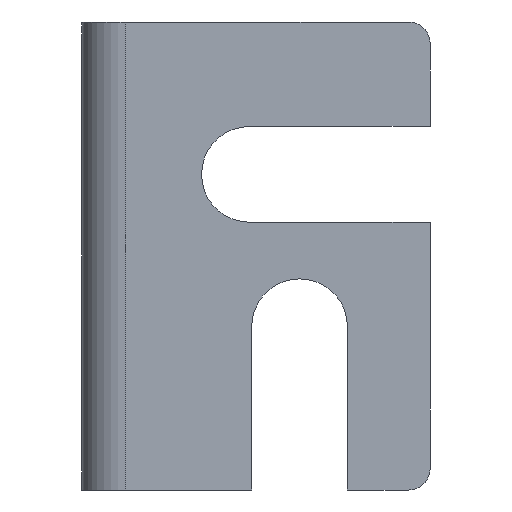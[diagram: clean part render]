
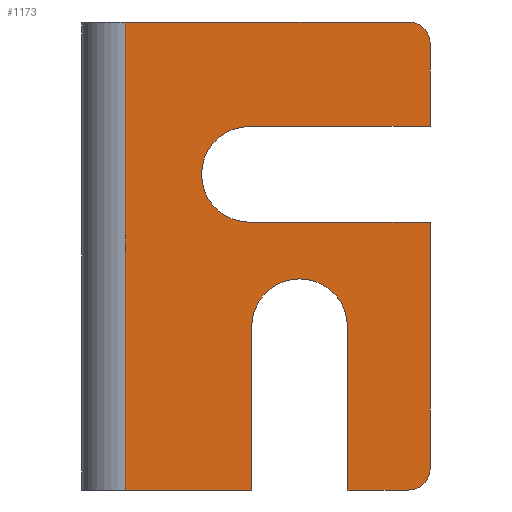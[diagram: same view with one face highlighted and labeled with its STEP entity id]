
A CAD part, front view. The second image highlights one B-rep face of the part: STEP entity #1173.
In plain terms, the highlighted planar face has unit normal (0, -1, 0).
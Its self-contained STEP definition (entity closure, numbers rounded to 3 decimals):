
#57=DIRECTION('',(1.,0.,0.));
#58=VECTOR('',#57,2.8);
#59=CARTESIAN_POINT('',(12.2,0.,-10.75));
#60=LINE('',#59,#58);
#100=DIRECTION('',(1.,0.,0.));
#101=VECTOR('',#100,5.8);
#102=CARTESIAN_POINT('',(2.,0.,-10.75));
#103=LINE('',#102,#101);
#114=DIRECTION('',(0.,0.,-1.));
#115=VECTOR('',#114,21.5);
#116=CARTESIAN_POINT('',(2.,0.,10.75));
#117=LINE('',#116,#115);
#121=CARTESIAN_POINT('',(15.,0.,9.75));
#122=DIRECTION('',(0.,-1.,0.));
#123=DIRECTION('',(1.,0.,0.));
#124=AXIS2_PLACEMENT_3D('',#121,#122,#123);
#129=DIRECTION('',(-1.,0.,0.));
#130=VECTOR('',#129,8.3);
#131=CARTESIAN_POINT('',(16.,0.,5.95));
#132=LINE('',#131,#130);
#136=CARTESIAN_POINT('',(7.7,0.,3.75));
#137=DIRECTION('',(0.,1.,0.));
#138=DIRECTION('',(0.,0.,-1.));
#139=AXIS2_PLACEMENT_3D('',#136,#137,#138);
#144=DIRECTION('',(-1.,0.,0.));
#145=VECTOR('',#144,8.3);
#146=CARTESIAN_POINT('',(16.,0.,1.55));
#147=LINE('',#146,#145);
#151=CARTESIAN_POINT('',(15.,0.,-9.75));
#152=DIRECTION('',(0.,-1.,0.));
#153=DIRECTION('',(0.,0.,-1.));
#154=AXIS2_PLACEMENT_3D('',#151,#152,#153);
#159=DIRECTION('',(0.,0.,1.));
#160=VECTOR('',#159,7.5);
#161=CARTESIAN_POINT('',(12.2,0.,-10.75));
#162=LINE('',#161,#160);
#166=CARTESIAN_POINT('',(10.,0.,-3.25));
#167=DIRECTION('',(0.,1.,0.));
#168=DIRECTION('',(-1.,0.,0.));
#169=AXIS2_PLACEMENT_3D('',#166,#167,#168);
#174=DIRECTION('',(0.,0.,1.));
#175=VECTOR('',#174,7.5);
#176=CARTESIAN_POINT('',(7.8,0.,-10.75));
#177=LINE('',#176,#175);
#806=DIRECTION('',(1.,0.,0.));
#807=VECTOR('',#806,13.);
#808=CARTESIAN_POINT('',(2.,0.,10.75));
#809=LINE('',#808,#807);
#849=DIRECTION('',(0.,0.,1.));
#850=VECTOR('',#849,3.8);
#851=CARTESIAN_POINT('',(16.,0.,5.95));
#852=LINE('',#851,#850);
#863=DIRECTION('',(0.,0.,1.));
#864=VECTOR('',#863,11.3);
#865=CARTESIAN_POINT('',(16.,0.,-9.75));
#866=LINE('',#865,#864);
#926=CARTESIAN_POINT('',(12.2,0.,-10.75));
#928=VERTEX_POINT('',#926);
#930=CARTESIAN_POINT('',(7.8,0.,-10.75));
#932=VERTEX_POINT('',#930);
#934=CARTESIAN_POINT('',(7.8,0.,-3.25));
#935=CARTESIAN_POINT('',(12.2,0.,-3.25));
#936=VERTEX_POINT('',#934);
#937=VERTEX_POINT('',#935);
#938=CARTESIAN_POINT('',(7.7,0.,1.55));
#939=CARTESIAN_POINT('',(7.7,0.,5.95));
#940=VERTEX_POINT('',#938);
#941=VERTEX_POINT('',#939);
#942=CARTESIAN_POINT('',(16.,0.,5.95));
#943=VERTEX_POINT('',#942);
#944=CARTESIAN_POINT('',(16.,0.,1.55));
#945=VERTEX_POINT('',#944);
#1042=CARTESIAN_POINT('',(16.,0.,9.75));
#1043=VERTEX_POINT('',#1042);
#1044=CARTESIAN_POINT('',(15.,0.,10.75));
#1045=VERTEX_POINT('',#1044);
#1046=CARTESIAN_POINT('',(15.,0.,-10.75));
#1047=CARTESIAN_POINT('',(16.,0.,-9.75));
#1048=VERTEX_POINT('',#1046);
#1049=VERTEX_POINT('',#1047);
#1054=CARTESIAN_POINT('',(2.,0.,-10.75));
#1056=VERTEX_POINT('',#1054);
#1060=CARTESIAN_POINT('',(2.,0.,10.75));
#1061=VERTEX_POINT('',#1060);
#1141=CARTESIAN_POINT('',(0.,0.,-10.75));
#1142=DIRECTION('',(0.,-1.,0.));
#1143=DIRECTION('',(1.,0.,0.));
#1144=AXIS2_PLACEMENT_3D('',#1141,#1142,#1143);
#1145=PLANE('',#1144);
#1147=ORIENTED_EDGE('',*,*,#1146,.F.);
#1149=ORIENTED_EDGE('',*,*,#1148,.T.);
#1151=ORIENTED_EDGE('',*,*,#1150,.F.);
#1153=ORIENTED_EDGE('',*,*,#1152,.F.);
#1155=ORIENTED_EDGE('',*,*,#1154,.T.);
#1157=ORIENTED_EDGE('',*,*,#1156,.F.);
#1159=ORIENTED_EDGE('',*,*,#1158,.F.);
#1161=ORIENTED_EDGE('',*,*,#1160,.F.);
#1162=ORIENTED_EDGE('',*,*,#1131,.F.);
#1163=ORIENTED_EDGE('',*,*,#1097,.F.);
#1165=ORIENTED_EDGE('',*,*,#1164,.T.);
#1167=ORIENTED_EDGE('',*,*,#1166,.F.);
#1169=ORIENTED_EDGE('',*,*,#1168,.F.);
#1170=ORIENTED_EDGE('',*,*,#1119,.F.);
#1171=EDGE_LOOP('',(#1147,#1149,#1151,#1153,#1155,#1157,#1159,#1161,#1162,#1163,
#1165,#1167,#1169,#1170));
#1172=FACE_OUTER_BOUND('',#1171,.F.);
#1173=ADVANCED_FACE('',(#1172),#1145,.T.);
#125=CIRCLE('',#124,1.);
#140=CIRCLE('',#139,2.2);
#155=CIRCLE('',#154,1.);
#170=CIRCLE('',#169,2.2);
#1097=EDGE_CURVE('',#928,#1048,#60,.T.);
#1119=EDGE_CURVE('',#1056,#932,#103,.T.);
#1131=EDGE_CURVE('',#1048,#1049,#155,.T.);
#1146=EDGE_CURVE('',#1061,#1056,#117,.T.);
#1148=EDGE_CURVE('',#1061,#1045,#809,.T.);
#1150=EDGE_CURVE('',#1043,#1045,#125,.T.);
#1152=EDGE_CURVE('',#943,#1043,#852,.T.);
#1154=EDGE_CURVE('',#943,#941,#132,.T.);
#1156=EDGE_CURVE('',#940,#941,#140,.T.);
#1158=EDGE_CURVE('',#945,#940,#147,.T.);
#1160=EDGE_CURVE('',#1049,#945,#866,.T.);
#1164=EDGE_CURVE('',#928,#937,#162,.T.);
#1166=EDGE_CURVE('',#936,#937,#170,.T.);
#1168=EDGE_CURVE('',#932,#936,#177,.T.);
